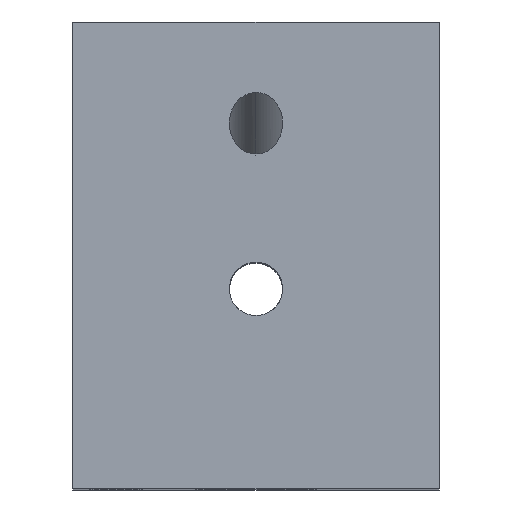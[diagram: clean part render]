
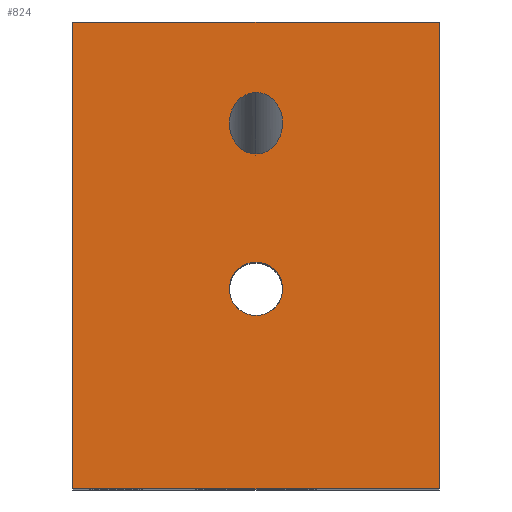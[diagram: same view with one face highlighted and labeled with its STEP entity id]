
A CAD part, top view. The second image highlights one B-rep face of the part: STEP entity #824.
In plain terms, the highlighted planar face has unit normal (0, 0, 1).
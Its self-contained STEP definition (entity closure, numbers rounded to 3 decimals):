
#45 = DIRECTION ( 'NONE',  ( 0., 0., 1. ) ) ;
#50 = AXIS2_PLACEMENT_3D ( 'NONE', #1408, #45, #2501 ) ;
#98 = EDGE_CURVE ( 'NONE', #702, #2483, #383, .T. ) ;
#162 = DIRECTION ( 'NONE',  ( 0., 0., 1. ) ) ;
#176 = EDGE_CURVE ( 'NONE', #3341, #2118, #990, .T. ) ;
#283 = CARTESIAN_POINT ( 'NONE',  ( -0.215, 12.616, 50. ) ) ;
#324 = CARTESIAN_POINT ( 'NONE',  ( -0.215, 2.512, 50. ) ) ;
#383 = LINE ( 'NONE', #1481, #3324 ) ;
#404 = ORIENTED_EDGE ( 'NONE', *, *, #2800, .F. ) ;
#408 = CARTESIAN_POINT ( 'NONE',  ( -4.215, 12.616, 50. ) ) ;
#453 = CARTESIAN_POINT ( 'NONE',  ( 1.785, 2.512, 50. ) ) ;
#484 = CARTESIAN_POINT ( 'NONE',  ( 3.785, 12.616, 50. ) ) ;
#632 = ORIENTED_EDGE ( 'NONE', *, *, #98, .F. ) ;
#676 = EDGE_LOOP ( 'NONE', ( #909, #1868 ) ) ;
#702 = VERTEX_POINT ( 'NONE', #1671 ) ;
#732 = EDGE_CURVE ( 'NONE', #2118, #3341, #1583, .T. ) ;
#761 = CARTESIAN_POINT ( 'NONE',  ( 13.535, -12.488, 50. ) ) ;
#764 = DIRECTION ( 'NONE',  ( 1., 0., 0. ) ) ;
#824 = ADVANCED_FACE ( 'NONE', ( #3263, #2241, #1928 ), #885, .T. ) ;
#876 = ORIENTED_EDGE ( 'NONE', *, *, #1108, .F. ) ;
#885 = PLANE ( 'NONE',  #50 ) ;
#909 = ORIENTED_EDGE ( 'NONE', *, *, #176, .F. ) ;
#953 = ORIENTED_EDGE ( 'NONE', *, *, #2131, .T. ) ;
#962 = AXIS2_PLACEMENT_3D ( 'NONE', #2900, #162, #764 ) ;
#990 =( BOUNDED_CURVE ( )  B_SPLINE_CURVE ( 3, ( #3222, #484, #2938, #2379 ),
 .UNSPECIFIED., .F., .F. ) 
 B_SPLINE_CURVE_WITH_KNOTS ( ( 4, 4 ),
 ( 0., 3.142 ),
 .UNSPECIFIED. ) 
 CURVE ( )  GEOMETRIC_REPRESENTATION_ITEM ( )  RATIONAL_B_SPLINE_CURVE ( ( 1., 0.333, 0.333, 1. ) ) 
 REPRESENTATION_ITEM ( '' )  );
#1013 = AXIS2_PLACEMENT_3D ( 'NONE', #324, #1420, #1760 ) ;
#1108 = EDGE_CURVE ( 'NONE', #1839, #702, #2727, .T. ) ;
#1128 = CIRCLE ( 'NONE', #1013, 2. ) ;
#1133 = CARTESIAN_POINT ( 'NONE',  ( -0.215, 17.235, 50. ) ) ;
#1392 = VECTOR ( 'NONE', #3087, 1000. ) ;
#1403 = EDGE_CURVE ( 'NONE', #1839, #3390, #3198, .T. ) ;
#1406 = CARTESIAN_POINT ( 'NONE',  ( -13.965, -12.488, 50. ) ) ;
#1408 = CARTESIAN_POINT ( 'NONE',  ( -13.965, -12.488, 50. ) ) ;
#1420 = DIRECTION ( 'NONE',  ( 0., 0., 1. ) ) ;
#1481 = CARTESIAN_POINT ( 'NONE',  ( -13.965, -12.488, 50. ) ) ;
#1551 = ORIENTED_EDGE ( 'NONE', *, *, #1403, .T. ) ;
#1583 =( BOUNDED_CURVE ( )  B_SPLINE_CURVE ( 3, ( #1133, #2222, #408, #2729 ),
 .UNSPECIFIED., .F., .F. ) 
 B_SPLINE_CURVE_WITH_KNOTS ( ( 4, 4 ),
 ( 3.142, 6.283 ),
 .UNSPECIFIED. ) 
 CURVE ( )  GEOMETRIC_REPRESENTATION_ITEM ( )  RATIONAL_B_SPLINE_CURVE ( ( 1., 0.333, 0.333, 1. ) ) 
 REPRESENTATION_ITEM ( '' )  );
#1647 = CIRCLE ( 'NONE', #962, 2. ) ;
#1671 = CARTESIAN_POINT ( 'NONE',  ( -13.965, -12.488, 50. ) ) ;
#1712 = VECTOR ( 'NONE', #3050, 1000. ) ;
#1748 = CARTESIAN_POINT ( 'NONE',  ( -0.215, 17.235, 50. ) ) ;
#1760 = DIRECTION ( 'NONE',  ( 1., 0., 0. ) ) ;
#1839 = VERTEX_POINT ( 'NONE', #2136 ) ;
#1868 = ORIENTED_EDGE ( 'NONE', *, *, #732, .F. ) ;
#1928 = FACE_OUTER_BOUND ( 'NONE', #2278, .T. ) ;
#2056 = VERTEX_POINT ( 'NONE', #453 ) ;
#2118 = VERTEX_POINT ( 'NONE', #1748 ) ;
#2131 = EDGE_CURVE ( 'NONE', #3390, #2483, #2574, .T. ) ;
#2136 = CARTESIAN_POINT ( 'NONE',  ( 13.535, -12.488, 50. ) ) ;
#2194 = ORIENTED_EDGE ( 'NONE', *, *, #3057, .F. ) ;
#2222 = CARTESIAN_POINT ( 'NONE',  ( -4.215, 17.235, 50. ) ) ;
#2241 = FACE_BOUND ( 'NONE', #2628, .T. ) ;
#2278 = EDGE_LOOP ( 'NONE', ( #632, #876, #1551, #953 ) ) ;
#2327 = DIRECTION ( 'NONE',  ( 0., 1., 0. ) ) ;
#2379 = CARTESIAN_POINT ( 'NONE',  ( -0.215, 17.235, 50. ) ) ;
#2483 = VERTEX_POINT ( 'NONE', #3464 ) ;
#2501 = DIRECTION ( 'NONE',  ( -1., 0., 0. ) ) ;
#2538 = VERTEX_POINT ( 'NONE', #3409 ) ;
#2574 = LINE ( 'NONE', #2852, #1392 ) ;
#2628 = EDGE_LOOP ( 'NONE', ( #2194, #404 ) ) ;
#2727 = LINE ( 'NONE', #1406, #1712 ) ;
#2729 = CARTESIAN_POINT ( 'NONE',  ( -0.215, 12.616, 50. ) ) ;
#2800 = EDGE_CURVE ( 'NONE', #2056, #2538, #1647, .T. ) ;
#2827 = CARTESIAN_POINT ( 'NONE',  ( 13.535, 22.512, 50. ) ) ;
#2852 = CARTESIAN_POINT ( 'NONE',  ( -13.965, 22.512, 50. ) ) ;
#2900 = CARTESIAN_POINT ( 'NONE',  ( -0.215, 2.512, 50. ) ) ;
#2938 = CARTESIAN_POINT ( 'NONE',  ( 3.785, 17.235, 50. ) ) ;
#2997 = VECTOR ( 'NONE', #3413, 1000. ) ;
#3050 = DIRECTION ( 'NONE',  ( -1., 0., 0. ) ) ;
#3057 = EDGE_CURVE ( 'NONE', #2538, #2056, #1128, .T. ) ;
#3087 = DIRECTION ( 'NONE',  ( -1., 0., 0. ) ) ;
#3198 = LINE ( 'NONE', #761, #2997 ) ;
#3222 = CARTESIAN_POINT ( 'NONE',  ( -0.215, 12.616, 50. ) ) ;
#3263 = FACE_BOUND ( 'NONE', #676, .T. ) ;
#3324 = VECTOR ( 'NONE', #2327, 1000. ) ;
#3341 = VERTEX_POINT ( 'NONE', #283 ) ;
#3390 = VERTEX_POINT ( 'NONE', #2827 ) ;
#3409 = CARTESIAN_POINT ( 'NONE',  ( -2.215, 2.512, 50. ) ) ;
#3413 = DIRECTION ( 'NONE',  ( 0., 1., 0. ) ) ;
#3464 = CARTESIAN_POINT ( 'NONE',  ( -13.965, 22.512, 50. ) ) ;
